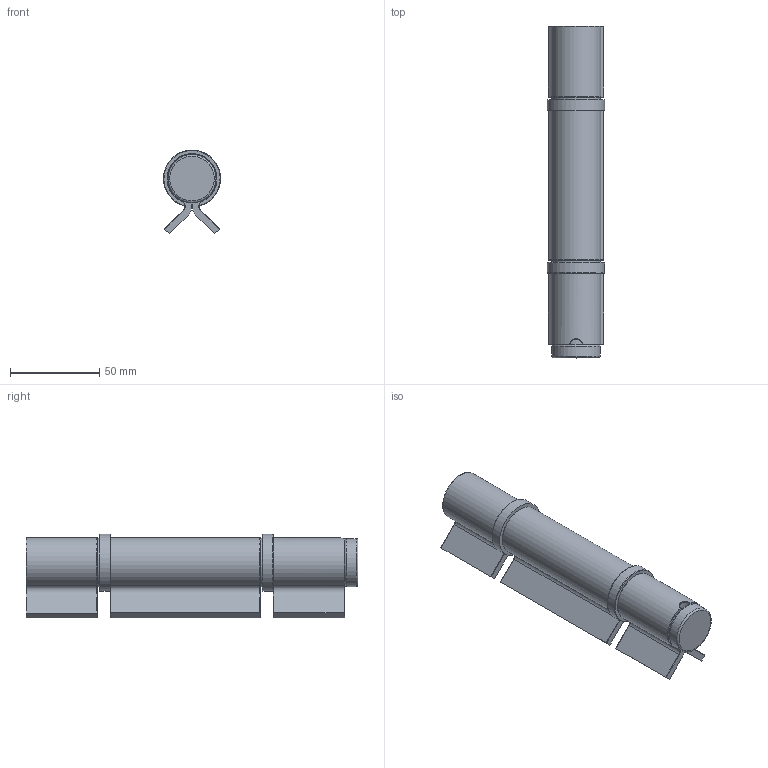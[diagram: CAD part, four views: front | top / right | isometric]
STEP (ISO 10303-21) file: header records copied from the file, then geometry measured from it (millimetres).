
FILE_DESCRIPTION (( 'STEP AP203' ), '1' );
FILE_NAME ('465.step', '2021-11-25T13:28:24', ( '' ), ( '' ), 'SwSTEP 2.0', 'SolidWorks 2018', '' );
FILE_SCHEMA (( 'CONFIG_CONTROL_DESIGN' ));
Length unit declared in the file: millimetre
Products named in the file (13): 465; 465 Teil3; 465 Teil4; 465 Teil1; 465 Teil2; 465 Teil5
Assembly tree (6 placements, depth 2):
  465
    465 Teil5
    465 Teil1
    465 Teil2
    465 Teil3
    465 Teil3
    465 Teil4
  465 Teil4
  465 Teil3
  465 Teil2
  465 Teil1
Bounding box: 32 x 186 x 47 mm (x, y, z)
Volume: 139823 mm3; surface area: 58355.3 mm2
Topology: 6 solids, 6 shells, 119 faces, 261 edges, 157 vertices
Faces by surface type: cylinder 51, plane 34, torus 32, cone 1, bspline 1
Full cylindrical faces by diameter (mm): 19.7 x1, 20 x2, 27 x1, 27.3 x2, 32 x2
Entity records: 4553 total; most frequent: CARTESIAN_POINT 779, DIRECTION 606, ORIENTED_EDGE 492, AXIS2_PLACEMENT_3D 254, EDGE_CURVE 246, VERTEX_POINT 155, EDGE_LOOP 139, FACE_OUTER_BOUND 131
